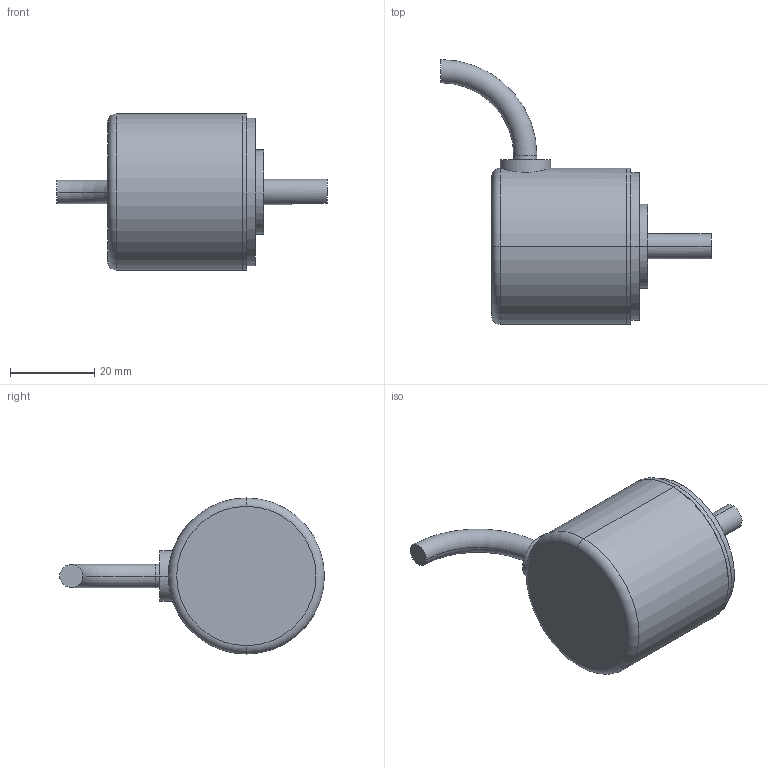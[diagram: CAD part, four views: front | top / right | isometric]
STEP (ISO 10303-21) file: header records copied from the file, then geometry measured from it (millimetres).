
FILE_DESCRIPTION (( 'STEP AP203' ), '1' );
FILE_NAME ('DELTA - ES3-01PG6941 - Incremental Rotary Encoder_Default_sldprt.STEP', '2023-06-09T22:24:31', ( '' ), ( '' ), 'SwSTEP 2.0', 'SolidWorks 2021', '' );
FILE_SCHEMA (( 'CONFIG_CONTROL_DESIGN' ));
Length unit declared in the file: millimetre
Products named in the file (1): DELTA - ES3-01PG6941 - Incremental Rotary Encoder_Default_sldprt
Bounding box: 64 x 62.75 x 37 mm (x, y, z)
Volume: 39164.2 mm3; surface area: 7394.4 mm2
Topology: 1 solids, 1 shells, 45 faces, 97 edges, 57 vertices
Faces by surface type: cylinder 20, plane 11, cone 10, torus 4
Entity records: 1351 total; most frequent: CARTESIAN_POINT 280, DIRECTION 236, ORIENTED_EDGE 182, AXIS2_PLACEMENT_3D 101, EDGE_CURVE 91, VERTEX_POINT 57, CIRCLE 55, EDGE_LOOP 54
